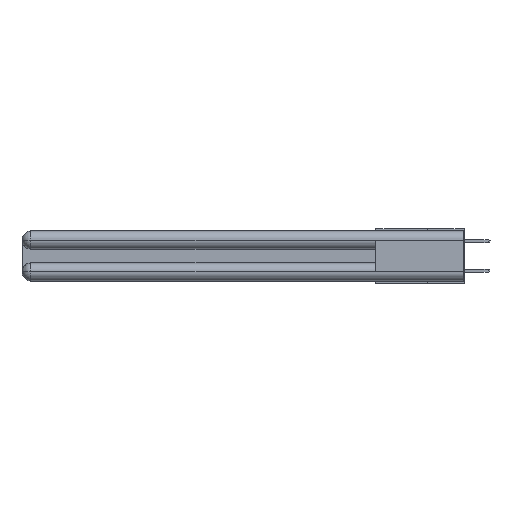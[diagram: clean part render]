
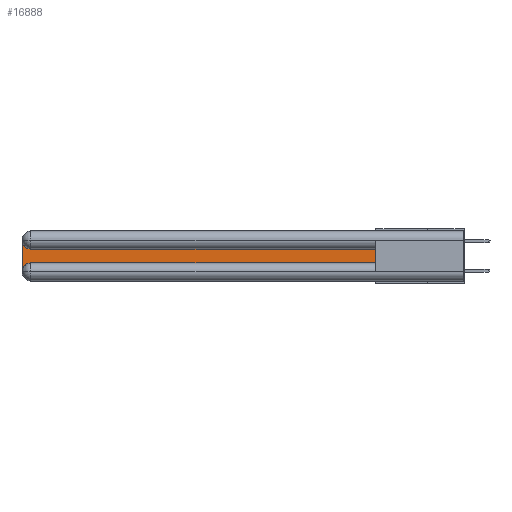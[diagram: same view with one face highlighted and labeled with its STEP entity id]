
A CAD part, left-side view. The second image highlights one B-rep face of the part: STEP entity #16888.
In plain terms, the highlighted planar face has unit normal (-1, 0, 0).
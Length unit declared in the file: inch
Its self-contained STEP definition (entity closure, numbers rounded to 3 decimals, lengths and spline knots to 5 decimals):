
#1307 = VERTEX_POINT ( 'NONE', #3005 ) ;
#1365 = EDGE_CURVE ( 'NONE', #26881, #10736, #15200, .T. ) ;
#1421 = ORIENTED_EDGE ( 'NONE', *, *, #13078, .T. ) ;
#1495 = DIRECTION ( 'NONE',  ( 1., 0., 0. ) ) ;
#3005 = CARTESIAN_POINT ( 'NONE',  ( 0.075, 3., -0.0625 ) ) ;
#3563 = PLANE ( 'NONE',  #11636 ) ;
#3823 = CARTESIAN_POINT ( 'NONE',  ( 0.075, 0.6, -0.2175 ) ) ;
#4221 = DIRECTION ( 'NONE',  ( 0., 0., -1. ) ) ;
#4522 = CARTESIAN_POINT ( 'NONE',  ( 0.075, 2.94, -0.2175 ) ) ;
#5204 = CARTESIAN_POINT ( 'NONE',  ( 0.075, 0.6, -0.1225 ) ) ;
#5797 = DIRECTION ( 'NONE',  ( 0., -1., 0. ) ) ;
#8918 = FACE_OUTER_BOUND ( 'NONE', #21930, .T. ) ;
#10734 = ORIENTED_EDGE ( 'NONE', *, *, #17060, .T. ) ;
#10736 = VERTEX_POINT ( 'NONE', #27152 ) ;
#11507 = CARTESIAN_POINT ( 'NONE',  ( 0.075, 3., -0.2175 ) ) ;
#11636 = AXIS2_PLACEMENT_3D ( 'NONE', #18370, #13934, #20533 ) ;
#12611 = EDGE_CURVE ( 'NONE', #24571, #19263, #26737, .T. ) ;
#12757 = LINE ( 'NONE', #3823, #25059 ) ;
#13078 = EDGE_CURVE ( 'NONE', #19263, #25823, #12757, .T. ) ;
#13867 = VECTOR ( 'NONE', #26425, 39.37008 ) ;
#13934 = DIRECTION ( 'NONE',  ( 1., 0., 0. ) ) ;
#14063 = CARTESIAN_POINT ( 'NONE',  ( 0.075, 2.94, -0.0625 ) ) ;
#14503 = LINE ( 'NONE', #11507, #20783 ) ;
#15200 = LINE ( 'NONE', #16077, #13867 ) ;
#15558 = EDGE_CURVE ( 'NONE', #10736, #1307, #25599, .T. ) ;
#16077 = CARTESIAN_POINT ( 'NONE',  ( 0.075, 0.6, -0.1225 ) ) ;
#16888 = ADVANCED_FACE ( 'NONE', ( #8918 ), #3563, .F. ) ;
#17060 = EDGE_CURVE ( 'NONE', #25823, #26881, #26533, .T. ) ;
#18370 = CARTESIAN_POINT ( 'NONE',  ( 0.075, 3., -0.1225 ) ) ;
#19263 = VERTEX_POINT ( 'NONE', #4522 ) ;
#20470 = ORIENTED_EDGE ( 'NONE', *, *, #22631, .T. ) ;
#20533 = DIRECTION ( 'NONE',  ( 0., 0., -1. ) ) ;
#20783 = VECTOR ( 'NONE', #27191, 39.37008 ) ;
#21286 = ORIENTED_EDGE ( 'NONE', *, *, #12611, .T. ) ;
#21567 = CARTESIAN_POINT ( 'NONE',  ( 0.075, 0.6, -0.2175 ) ) ;
#21781 = CARTESIAN_POINT ( 'NONE',  ( 0.075, 3., -0.2775 ) ) ;
#21784 = AXIS2_PLACEMENT_3D ( 'NONE', #24334, #26587, #26220 ) ;
#21930 = EDGE_LOOP ( 'NONE', ( #23804, #24373, #20470, #21286, #1421, #10734 ) ) ;
#22156 = DIRECTION ( 'NONE',  ( 0., 0., 1. ) ) ;
#22631 = EDGE_CURVE ( 'NONE', #1307, #24571, #14503, .T. ) ;
#23804 = ORIENTED_EDGE ( 'NONE', *, *, #1365, .T. ) ;
#24136 = CARTESIAN_POINT ( 'NONE',  ( 0.075, 0.6, -0.2175 ) ) ;
#24334 = CARTESIAN_POINT ( 'NONE',  ( 0.075, 2.94, -0.2775 ) ) ;
#24373 = ORIENTED_EDGE ( 'NONE', *, *, #15558, .T. ) ;
#24571 = VERTEX_POINT ( 'NONE', #21781 ) ;
#24618 = AXIS2_PLACEMENT_3D ( 'NONE', #14063, #1495, #4221 ) ;
#25059 = VECTOR ( 'NONE', #5797, 39.37008 ) ;
#25599 = CIRCLE ( 'NONE', #24618, 0.06 ) ;
#25823 = VERTEX_POINT ( 'NONE', #21567 ) ;
#25864 = VECTOR ( 'NONE', #22156, 39.37008 ) ;
#26220 = DIRECTION ( 'NONE',  ( 0., 0., -1. ) ) ;
#26425 = DIRECTION ( 'NONE',  ( 0., 1., 0. ) ) ;
#26533 = LINE ( 'NONE', #24136, #25864 ) ;
#26587 = DIRECTION ( 'NONE',  ( 1., 0., 0. ) ) ;
#26737 = CIRCLE ( 'NONE', #21784, 0.06 ) ;
#26881 = VERTEX_POINT ( 'NONE', #5204 ) ;
#27152 = CARTESIAN_POINT ( 'NONE',  ( 0.075, 2.94, -0.1225 ) ) ;
#27191 = DIRECTION ( 'NONE',  ( 0., 0., -1. ) ) ;
